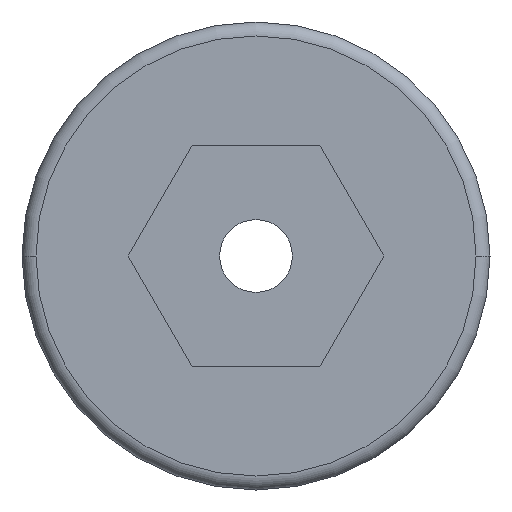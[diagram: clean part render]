
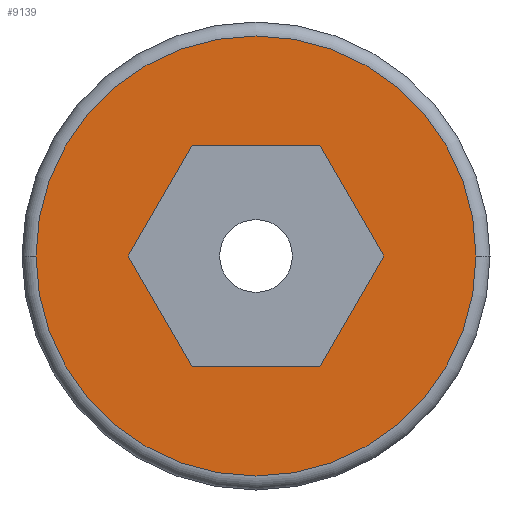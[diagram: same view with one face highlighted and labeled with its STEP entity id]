
A CAD part, left-side view. The second image highlights one B-rep face of the part: STEP entity #9139.
In plain terms, the highlighted planar face has unit normal (-1, 0, 0).
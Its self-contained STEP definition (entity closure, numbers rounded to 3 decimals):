
#4310=DIRECTION('',(0.,-0.5,0.866));
#4311=VECTOR('',#4310,2.321);
#4312=CARTESIAN_POINT('',(-4.91,2.321,0.));
#4313=LINE('',#4312,#4311);
#4314=DIRECTION('',(0.,0.5,0.866));
#4315=VECTOR('',#4314,2.321);
#4316=CARTESIAN_POINT('',(-4.91,1.16,-2.01));
#4317=LINE('',#4316,#4315);
#4318=DIRECTION('',(0.,1.,0.));
#4319=VECTOR('',#4318,2.321);
#4320=CARTESIAN_POINT('',(-4.91,-1.16,-2.01));
#4321=LINE('',#4320,#4319);
#4322=DIRECTION('',(0.,0.5,-0.866));
#4323=VECTOR('',#4322,2.321);
#4324=CARTESIAN_POINT('',(-4.91,-2.321,0.));
#4325=LINE('',#4324,#4323);
#4326=DIRECTION('',(0.,-0.5,-0.866));
#4327=VECTOR('',#4326,2.321);
#4328=CARTESIAN_POINT('',(-4.91,-1.16,2.01));
#4329=LINE('',#4328,#4327);
#4330=DIRECTION('',(0.,-1.,0.));
#4331=VECTOR('',#4330,2.321);
#4332=CARTESIAN_POINT('',(-4.91,1.16,2.01));
#4333=LINE('',#4332,#4331);
#4334=CARTESIAN_POINT('',(-4.91,0.,0.));
#4335=DIRECTION('',(-1.,0.,0.));
#4336=DIRECTION('',(0.,1.,0.));
#4337=AXIS2_PLACEMENT_3D('',#4334,#4335,#4336);
#4339=CARTESIAN_POINT('',(-4.91,0.,0.));
#4340=DIRECTION('',(-1.,0.,0.));
#4341=DIRECTION('',(0.,-1.,0.));
#4342=AXIS2_PLACEMENT_3D('',#4339,#4340,#4341);
#4633=CARTESIAN_POINT('',(-4.91,2.321,0.));
#4634=CARTESIAN_POINT('',(-4.91,1.16,2.01));
#4635=VERTEX_POINT('',#4633);
#4636=VERTEX_POINT('',#4634);
#4637=CARTESIAN_POINT('',(-4.91,-1.16,2.01));
#4638=VERTEX_POINT('',#4637);
#4639=CARTESIAN_POINT('',(-4.91,-2.321,0.));
#4640=VERTEX_POINT('',#4639);
#4641=CARTESIAN_POINT('',(-4.91,-1.16,-2.01));
#4642=VERTEX_POINT('',#4641);
#4643=CARTESIAN_POINT('',(-4.91,1.16,-2.01));
#4644=VERTEX_POINT('',#4643);
#4645=CARTESIAN_POINT('',(-4.91,3.996,0.));
#4646=CARTESIAN_POINT('',(-4.91,-3.996,0.));
#4647=VERTEX_POINT('',#4645);
#4648=VERTEX_POINT('',#4646);
#9115=CARTESIAN_POINT('',(-4.91,0.,0.));
#9116=DIRECTION('',(1.,0.,0.));
#9117=DIRECTION('',(0.,-1.,0.));
#9118=AXIS2_PLACEMENT_3D('',#9115,#9116,#9117);
#9119=PLANE('',#9118);
#9121=ORIENTED_EDGE('',*,*,#9120,.F.);
#9122=ORIENTED_EDGE('',*,*,#9105,.F.);
#9123=EDGE_LOOP('',(#9121,#9122));
#9124=FACE_OUTER_BOUND('',#9123,.F.);
#9126=ORIENTED_EDGE('',*,*,#9125,.F.);
#9128=ORIENTED_EDGE('',*,*,#9127,.F.);
#9130=ORIENTED_EDGE('',*,*,#9129,.F.);
#9132=ORIENTED_EDGE('',*,*,#9131,.F.);
#9134=ORIENTED_EDGE('',*,*,#9133,.F.);
#9136=ORIENTED_EDGE('',*,*,#9135,.F.);
#9137=EDGE_LOOP('',(#9126,#9128,#9130,#9132,#9134,#9136));
#9138=FACE_BOUND('',#9137,.F.);
#4338=CIRCLE('',#4337,3.996);
#4343=CIRCLE('',#4342,3.996);
#9105=EDGE_CURVE('',#4648,#4647,#4343,.T.);
#9120=EDGE_CURVE('',#4647,#4648,#4338,.T.);
#9125=EDGE_CURVE('',#4635,#4636,#4313,.T.);
#9127=EDGE_CURVE('',#4644,#4635,#4317,.T.);
#9129=EDGE_CURVE('',#4642,#4644,#4321,.T.);
#9131=EDGE_CURVE('',#4640,#4642,#4325,.T.);
#9133=EDGE_CURVE('',#4638,#4640,#4329,.T.);
#9135=EDGE_CURVE('',#4636,#4638,#4333,.T.);
#9139=ADVANCED_FACE('',(#9124,#9138),#9119,.F.);
